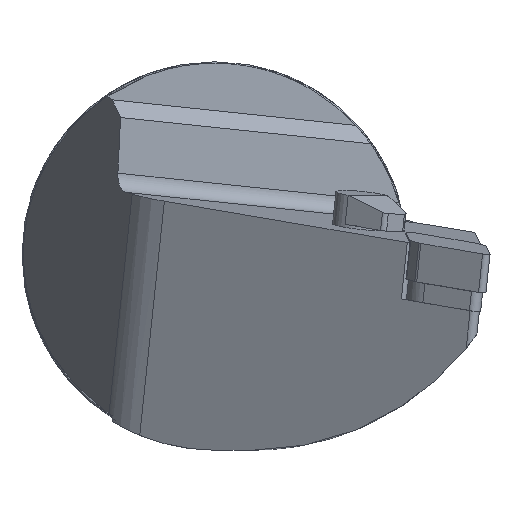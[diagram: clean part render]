
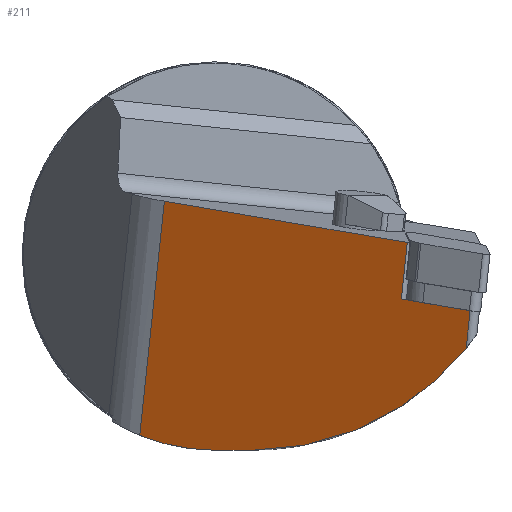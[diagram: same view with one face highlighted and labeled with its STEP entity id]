
A CAD part, left-side view. The second image highlights one B-rep face of the part: STEP entity #211.
In plain terms, the highlighted planar face has unit normal (-0.849, 0.527, -0.034).
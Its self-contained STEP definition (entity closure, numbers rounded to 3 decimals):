
#100=ELLIPSE('',#1796,52.996,45.);
#102=ELLIPSE('',#1815,37.686,32.);
#211=ADVANCED_FACE('',(#368),#312,.F.);
#312=PLANE('',#1816);
#368=FACE_OUTER_BOUND('',#460,.T.);
#460=EDGE_LOOP('',(#887,#888,#889,#890,#891,#892,#893,#894,#895));
#583=LINE('',#2653,#709);
#589=LINE('',#2670,#715);
#593=LINE('',#2688,#719);
#598=LINE('',#2698,#724);
#599=LINE('',#2700,#725);
#600=LINE('',#2701,#726);
#601=LINE('',#2705,#727);
#709=VECTOR('',#2016,1.);
#715=VECTOR('',#2034,1.);
#719=VECTOR('',#2046,1.);
#724=VECTOR('',#2057,1.);
#725=VECTOR('',#2058,1.);
#726=VECTOR('',#2059,1.);
#727=VECTOR('',#2062,1.);
#887=ORIENTED_EDGE('',*,*,#1490,.T.);
#888=ORIENTED_EDGE('',*,*,#1523,.T.);
#889=ORIENTED_EDGE('',*,*,#1524,.F.);
#890=ORIENTED_EDGE('',*,*,#1501,.F.);
#891=ORIENTED_EDGE('',*,*,#1510,.F.);
#892=ORIENTED_EDGE('',*,*,#1518,.F.);
#893=ORIENTED_EDGE('',*,*,#1525,.F.);
#894=ORIENTED_EDGE('',*,*,#1526,.T.);
#895=ORIENTED_EDGE('',*,*,#1527,.T.);
#1322=VERTEX_POINT('',#2618);
#1324=VERTEX_POINT('',#2621);
#1332=VERTEX_POINT('',#2650);
#1333=VERTEX_POINT('',#2652);
#1338=VERTEX_POINT('',#2669);
#1344=VERTEX_POINT('',#2687);
#1347=VERTEX_POINT('',#2699);
#1348=VERTEX_POINT('',#2702);
#1349=VERTEX_POINT('',#2704);
#1490=EDGE_CURVE('',#1324,#1322,#100,.T.);
#1501=EDGE_CURVE('',#1333,#1332,#583,.T.);
#1510=EDGE_CURVE('',#1338,#1333,#589,.T.);
#1518=EDGE_CURVE('',#1344,#1338,#593,.T.);
#1523=EDGE_CURVE('',#1322,#1347,#598,.T.);
#1524=EDGE_CURVE('',#1332,#1347,#599,.T.);
#1525=EDGE_CURVE('',#1348,#1344,#600,.T.);
#1526=EDGE_CURVE('',#1348,#1349,#102,.T.);
#1527=EDGE_CURVE('',#1349,#1324,#601,.T.);
#1796=AXIS2_PLACEMENT_3D('',#2620,#1999,#2000);
#1815=AXIS2_PLACEMENT_3D('',#2703,#2060,#2061);
#1816=AXIS2_PLACEMENT_3D('',#2706,#2063,#2064);
#1999=DIRECTION('',(-0.849,0.527,-0.034));
#2000=DIRECTION('',(0.528,0.847,-0.055));
#2016=DIRECTION('',(-0.518,-0.843,-0.143));
#2034=DIRECTION('',(0.105,0.104,-0.989));
#2046=DIRECTION('',(-0.518,-0.843,-0.143));
#2057=DIRECTION('',(-0.105,-0.104,0.989));
#2058=DIRECTION('',(-0.518,-0.843,-0.143));
#2059=DIRECTION('',(-0.105,-0.104,0.989));
#2060=DIRECTION('',(-0.849,0.527,-0.034));
#2061=DIRECTION('',(0.528,0.847,-0.055));
#2062=DIRECTION('',(-0.527,-0.85,0.));
#2063=DIRECTION('',(0.849,-0.527,0.034));
#2064=DIRECTION('',(0.527,0.85,0.));
#2618=CARTESIAN_POINT('',(3.171,-41.1,-15.339));
#2620=CARTESIAN_POINT('',(23.723,-6.144,13.));
#2621=CARTESIAN_POINT('',(25.543,-6.144,-32.));
#2650=CARTESIAN_POINT('',(7.983,-32.847,-7.667));
#2652=CARTESIAN_POINT('',(9.416,-30.513,-7.27));
#2653=CARTESIAN_POINT('',(33.797,9.204,-0.519));
#2669=CARTESIAN_POINT('',(8.441,-31.483,1.958));
#2670=CARTESIAN_POINT('',(8.162,-31.76,4.599));
#2687=CARTESIAN_POINT('',(32.822,8.234,8.709));
#2688=CARTESIAN_POINT('',(32.822,8.234,8.709));
#2698=CARTESIAN_POINT('',(-2.249,-46.49,35.952));
#2699=CARTESIAN_POINT('',(2.52,-41.747,-9.179));
#2700=CARTESIAN_POINT('',(33.797,9.204,-0.519));
#2701=CARTESIAN_POINT('',(29.027,4.46,44.613));
#2702=CARTESIAN_POINT('',(36.866,12.256,-29.56));
#2703=CARTESIAN_POINT('',(28.063,0.,0.));
#2704=CARTESIAN_POINT('',(29.357,0.,-32.));
#2705=CARTESIAN_POINT('',(31.264,3.072,-32.));
#2706=CARTESIAN_POINT('',(29.027,4.46,44.613));
